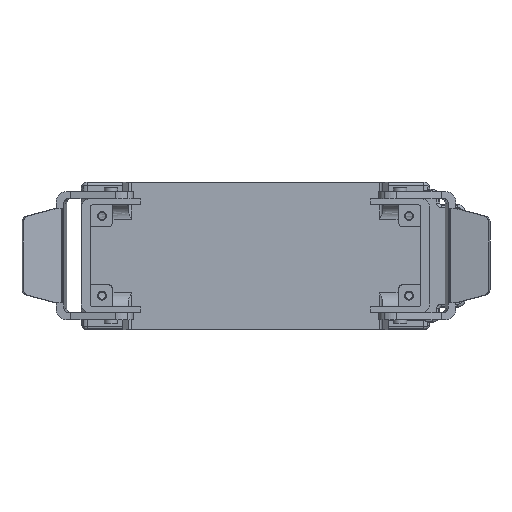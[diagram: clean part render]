
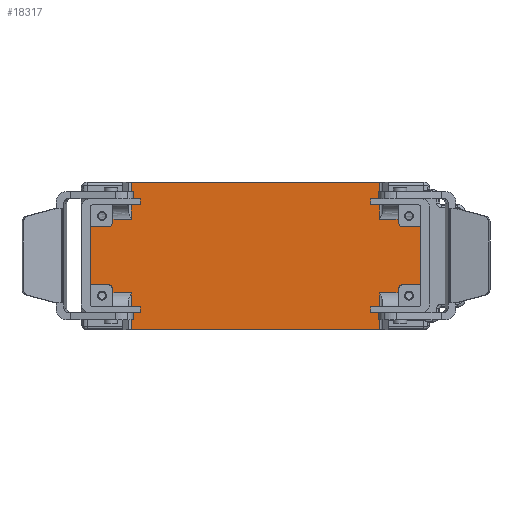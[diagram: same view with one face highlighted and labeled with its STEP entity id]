
A CAD part, top view. The second image highlights one B-rep face of the part: STEP entity #18317.
In plain terms, the highlighted planar face has unit normal (0, 0, 1).
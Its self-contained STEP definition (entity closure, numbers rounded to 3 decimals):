
#6019=CARTESIAN_POINT('',(42.086,-25.0,14.));
#6020=VERTEX_POINT('',#6019);
#6028=CARTESIAN_POINT('',(-42.086,-25.0,14.));
#6029=VERTEX_POINT('',#6028);
#6030=CARTESIAN_POINT('',(42.086,-25.0,14.));
#6031=DIRECTION('',(-1.0,0.0,0.0));
#6032=VECTOR('',#6031,84.171);
#6033=LINE('',#6030,#6032);
#6034=EDGE_CURVE('',#6020,#6029,#6033,.T.);
#6369=CARTESIAN_POINT('',(59.0,12.5,14.));
#6370=VERTEX_POINT('',#6369);
#6378=CARTESIAN_POINT('',(59.0,-12.5,14.));
#6379=VERTEX_POINT('',#6378);
#6380=CARTESIAN_POINT('',(59.0,12.5,14.));
#6381=DIRECTION('',(0.0,-1.0,0.0));
#6382=VECTOR('',#6381,25.0);
#6383=LINE('',#6380,#6382);
#6384=EDGE_CURVE('',#6370,#6379,#6383,.T.);
#6970=CARTESIAN_POINT('',(-59.0,-12.5,14.));
#6971=VERTEX_POINT('',#6970);
#6979=CARTESIAN_POINT('',(-59.0,12.5,14.));
#6980=VERTEX_POINT('',#6979);
#6981=CARTESIAN_POINT('',(-59.0,-12.5,14.));
#6982=DIRECTION('',(0.0,1.0,0.0));
#6983=VECTOR('',#6982,25.0);
#6984=LINE('',#6981,#6983);
#6985=EDGE_CURVE('',#6971,#6980,#6984,.T.);
#13501=CARTESIAN_POINT('',(-42.086,25.0,14.));
#13502=VERTEX_POINT('',#13501);
#13510=CARTESIAN_POINT('',(42.086,25.0,14.));
#13511=VERTEX_POINT('',#13510);
#13512=CARTESIAN_POINT('',(-42.086,25.0,14.));
#13513=DIRECTION('',(1.0,0.0,0.0));
#13514=VECTOR('',#13513,84.171);
#13515=LINE('',#13512,#13514);
#13516=EDGE_CURVE('',#13502,#13511,#13515,.T.);
#18112=CARTESIAN_POINT('',(-42.086,12.5,14.));
#18113=VERTEX_POINT('',#18112);
#18114=CARTESIAN_POINT('',(-42.086,12.5,14.));
#18115=DIRECTION('',(-1.0,0.0,0.0));
#18116=VECTOR('',#18115,16.914);
#18117=LINE('',#18114,#18116);
#18118=EDGE_CURVE('',#18113,#6980,#18117,.T.);
#18148=CARTESIAN_POINT('',(-42.086,12.5,14.));
#18149=DIRECTION('',(0.0,1.0,0.0));
#18150=VECTOR('',#18149,12.5);
#18151=LINE('',#18148,#18150);
#18152=EDGE_CURVE('',#18113,#13502,#18151,.T.);
#18205=CARTESIAN_POINT('',(-42.086,-12.5,14.));
#18206=VERTEX_POINT('',#18205);
#18216=CARTESIAN_POINT('',(-42.086,-12.5,14.));
#18217=DIRECTION('',(-1.0,0.0,0.0));
#18218=VECTOR('',#18217,16.914);
#18219=LINE('',#18216,#18218);
#18220=EDGE_CURVE('',#18206,#6971,#18219,.T.);
#18265=CARTESIAN_POINT('',(-42.086,-25.0,14.));
#18266=DIRECTION('',(0.0,1.0,0.0));
#18267=VECTOR('',#18266,12.5);
#18268=LINE('',#18265,#18267);
#18269=EDGE_CURVE('',#6029,#18206,#18268,.T.);
#18274=CARTESIAN_POINT('',(-42.086,0.0,14.));
#18275=DIRECTION('',(0.0,0.0,-1.0));
#18276=DIRECTION('',(-1.0,0.0,0.0));
#18277=AXIS2_PLACEMENT_3D('',#18274,#18275,#18276);
#18278=PLANE('',#18277);
#18279=ORIENTED_EDGE('',*,*,#18269,.F.);
#18280=ORIENTED_EDGE('',*,*,#6034,.F.);
#18281=CARTESIAN_POINT('',(42.086,-12.5,14.));
#18282=VERTEX_POINT('',#18281);
#18283=CARTESIAN_POINT('',(42.086,-25.0,14.));
#18284=DIRECTION('',(0.0,1.0,0.0));
#18285=VECTOR('',#18284,12.5);
#18286=LINE('',#18283,#18285);
#18287=EDGE_CURVE('',#6020,#18282,#18286,.T.);
#18288=ORIENTED_EDGE('',*,*,#18287,.T.);
#18289=CARTESIAN_POINT('',(42.086,-12.5,14.));
#18290=DIRECTION('',(1.0,0.0,0.0));
#18291=VECTOR('',#18290,16.914);
#18292=LINE('',#18289,#18291);
#18293=EDGE_CURVE('',#18282,#6379,#18292,.T.);
#18294=ORIENTED_EDGE('',*,*,#18293,.T.);
#18295=ORIENTED_EDGE('',*,*,#6384,.F.);
#18296=CARTESIAN_POINT('',(42.086,12.5,14.));
#18297=VERTEX_POINT('',#18296);
#18298=CARTESIAN_POINT('',(42.086,12.5,14.));
#18299=DIRECTION('',(1.0,0.0,0.0));
#18300=VECTOR('',#18299,16.914);
#18301=LINE('',#18298,#18300);
#18302=EDGE_CURVE('',#18297,#6370,#18301,.T.);
#18303=ORIENTED_EDGE('',*,*,#18302,.F.);
#18304=CARTESIAN_POINT('',(42.086,12.5,14.));
#18305=DIRECTION('',(0.0,1.0,0.0));
#18306=VECTOR('',#18305,12.5);
#18307=LINE('',#18304,#18306);
#18308=EDGE_CURVE('',#18297,#13511,#18307,.T.);
#18309=ORIENTED_EDGE('',*,*,#18308,.T.);
#18310=ORIENTED_EDGE('',*,*,#13516,.F.);
#18311=ORIENTED_EDGE('',*,*,#18152,.F.);
#18312=ORIENTED_EDGE('',*,*,#18118,.T.);
#18313=ORIENTED_EDGE('',*,*,#6985,.F.);
#18314=ORIENTED_EDGE('',*,*,#18220,.F.);
#18315=EDGE_LOOP('',(#18279,#18280,#18288,#18294,#18295,#18303,#18309,#18310,#18311,#18312,#18313,#18314));
#18316=FACE_OUTER_BOUND('',#18315,.T.);
#18317=ADVANCED_FACE('',(#18316),#18278,.F.);
